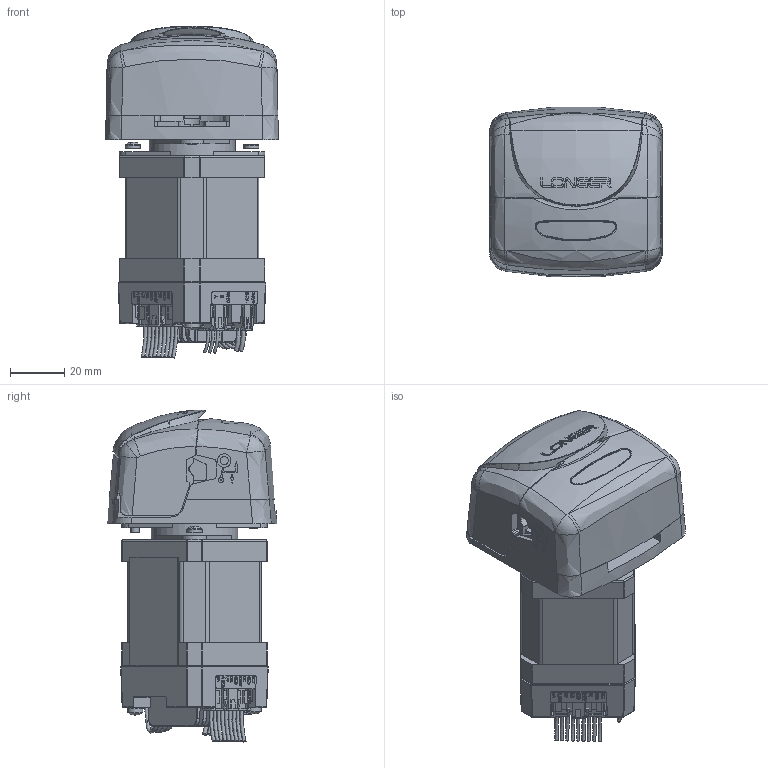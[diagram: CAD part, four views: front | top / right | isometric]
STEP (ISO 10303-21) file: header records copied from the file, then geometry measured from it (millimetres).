
FILE_DESCRIPTION (( 'STEP AP203' ), '1' );
FILE_NAME ('T100-SC01&BPH01俋倛.STEP', '2025-05-13T06:29:26', ( 'lg' ), ( '' ), 'SwSTEP 2.0', 'SolidWorks 2013', '' );
FILE_SCHEMA (( 'CONFIG_CONTROL_DESIGN' ));
Length unit declared in the file: millimetre
Products named in the file (1): T100-SC01&BPH01俋倛
Bounding box: 64 x 62.69 x 122.8 mm (x, y, z)
Surface area: 55523.1 mm2 (no closed solid volume)
Topology: 0 solids, 108 shells, 1623 faces, 7363 edges, 5687 vertices
Faces by surface type: plane 1018, cylinder 292, bspline 218, cone 42, torus 28, sphere 25
Full cylindrical faces by diameter (mm): 0.5 x2, 1.2 x6, 1.5 x2, 1.9 x1, 2.8 x1, 3 x7, 3.3 x1, 3.9 x1, 4.9 x2, 5.6 x4, 6 x1, 8 x2, 10.7 x1, 10.9 x1, 24.6 x1, 32 x1
Entity records: 87453 total; most frequent: CARTESIAN_POINT 34372, ORIENTED_EDGE 10409, DIRECTION 8939, EDGE_CURVE 7246, VERTEX_POINT 5646, VECTOR 4497, LINE 4497, AXIS2_PLACEMENT_3D 2221
